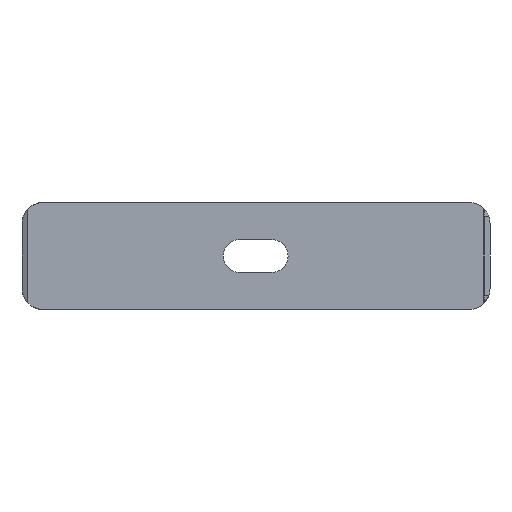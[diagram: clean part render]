
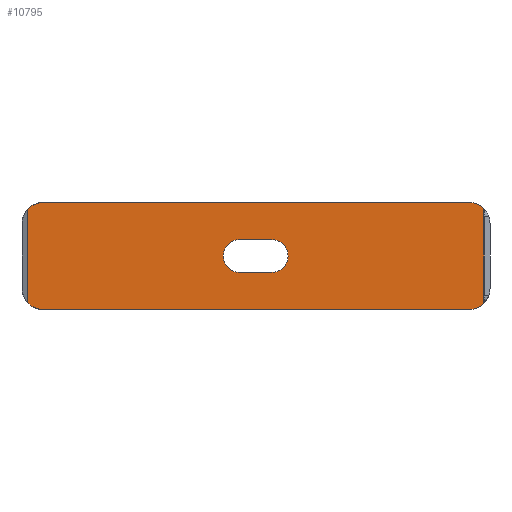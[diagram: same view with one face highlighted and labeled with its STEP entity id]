
A CAD part, front view. The second image highlights one B-rep face of the part: STEP entity #10795.
In plain terms, the highlighted planar face has unit normal (0, -1, 0).
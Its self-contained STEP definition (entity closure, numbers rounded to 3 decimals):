
#903=DIRECTION('',(1.,0.,0.));
#904=VECTOR('',#903,6.);
#905=CARTESIAN_POINT('',(-3.,10.48,6.95));
#906=LINE('',#905,#904);
#907=DIRECTION('',(-1.,0.,0.));
#908=VECTOR('',#907,6.);
#909=CARTESIAN_POINT('',(3.,10.48,13.05));
#910=LINE('',#909,#908);
#911=CARTESIAN_POINT('',(39.754,10.48,16.));
#912=DIRECTION('',(0.,-1.,0.));
#913=DIRECTION('',(0.712,0.,0.702));
#914=AXIS2_PLACEMENT_3D('',#911,#912,#913);
#916=DIRECTION('',(0.,0.,1.));
#917=VECTOR('',#916,17.613);
#918=CARTESIAN_POINT('',(42.604,10.48,1.193));
#919=LINE('',#918,#917);
#920=CARTESIAN_POINT('',(39.754,10.48,4.));
#921=DIRECTION('',(0.,-1.,0.));
#922=DIRECTION('',(0.,0.,-1.));
#923=AXIS2_PLACEMENT_3D('',#920,#921,#922);
#925=CARTESIAN_POINT('',(-39.604,10.48,4.));
#926=DIRECTION('',(0.,-1.,0.));
#927=DIRECTION('',(-0.738,0.,-0.675));
#928=AXIS2_PLACEMENT_3D('',#925,#926,#927);
#930=DIRECTION('',(0.,0.,-1.));
#931=VECTOR('',#930,17.403);
#932=CARTESIAN_POINT('',(-42.554,10.48,18.701));
#933=LINE('',#932,#931);
#934=CARTESIAN_POINT('',(-39.604,10.48,16.));
#935=DIRECTION('',(0.,-1.,0.));
#936=DIRECTION('',(0.,0.,1.));
#937=AXIS2_PLACEMENT_3D('',#934,#935,#936);
#943=CARTESIAN_POINT('',(3.,10.48,10.));
#944=DIRECTION('',(0.,1.,0.));
#945=DIRECTION('',(0.,0.,1.));
#946=AXIS2_PLACEMENT_3D('',#943,#944,#945);
#2934=DIRECTION('',(-1.,0.,0.));
#2935=VECTOR('',#2934,79.358);
#2936=CARTESIAN_POINT('',(39.754,10.48,20.));
#2937=LINE('',#2936,#2935);
#2938=DIRECTION('',(1.,0.,0.));
#2939=VECTOR('',#2938,79.358);
#2940=CARTESIAN_POINT('',(-39.604,10.48,0.));
#2941=LINE('',#2940,#2939);
#6257=CARTESIAN_POINT('',(-3.,10.48,10.));
#6258=DIRECTION('',(0.,1.,0.));
#6259=DIRECTION('',(0.,0.,-1.));
#6260=AXIS2_PLACEMENT_3D('',#6257,#6258,#6259);
#8575=CARTESIAN_POINT('',(-39.604,10.48,0.));
#8577=VERTEX_POINT('',#8575);
#8578=CARTESIAN_POINT('',(39.754,10.48,0.));
#8580=VERTEX_POINT('',#8578);
#8584=CARTESIAN_POINT('',(42.604,10.48,1.193));
#8585=VERTEX_POINT('',#8584);
#8588=CARTESIAN_POINT('',(-39.604,10.48,20.));
#8590=VERTEX_POINT('',#8588);
#8594=CARTESIAN_POINT('',(39.754,10.48,20.));
#8595=VERTEX_POINT('',#8594);
#9636=CARTESIAN_POINT('',(-42.554,10.48,18.701));
#9637=VERTEX_POINT('',#9636);
#9818=CARTESIAN_POINT('',(-42.554,10.48,1.299));
#9819=VERTEX_POINT('',#9818);
#9828=CARTESIAN_POINT('',(42.604,10.48,18.807));
#9829=VERTEX_POINT('',#9828);
#9909=CARTESIAN_POINT('',(-3.,10.48,6.95));
#9910=CARTESIAN_POINT('',(3.,10.48,6.95));
#9911=VERTEX_POINT('',#9909);
#9912=VERTEX_POINT('',#9910);
#9913=CARTESIAN_POINT('',(3.,10.48,13.05));
#9914=CARTESIAN_POINT('',(-3.,10.48,13.05));
#9915=VERTEX_POINT('',#9913);
#9916=VERTEX_POINT('',#9914);
#10765=CARTESIAN_POINT('',(38.754,10.48,20.));
#10766=DIRECTION('',(0.,-1.,0.));
#10767=DIRECTION('',(-1.,0.,0.));
#10768=AXIS2_PLACEMENT_3D('',#10765,#10766,#10767);
#10769=PLANE('',#10768);
#10771=ORIENTED_EDGE('',*,*,#10770,.F.);
#10772=ORIENTED_EDGE('',*,*,#10719,.F.);
#10773=ORIENTED_EDGE('',*,*,#10760,.F.);
#10774=ORIENTED_EDGE('',*,*,#10665,.F.);
#10776=ORIENTED_EDGE('',*,*,#10775,.F.);
#10778=ORIENTED_EDGE('',*,*,#10777,.F.);
#10780=ORIENTED_EDGE('',*,*,#10779,.F.);
#10782=ORIENTED_EDGE('',*,*,#10781,.F.);
#10783=EDGE_LOOP('',(#10771,#10772,#10773,#10774,#10776,#10778,#10780,#10782));
#10784=FACE_OUTER_BOUND('',#10783,.F.);
#10786=ORIENTED_EDGE('',*,*,#10785,.T.);
#10788=ORIENTED_EDGE('',*,*,#10787,.F.);
#10790=ORIENTED_EDGE('',*,*,#10789,.T.);
#10792=ORIENTED_EDGE('',*,*,#10791,.F.);
#10793=EDGE_LOOP('',(#10786,#10788,#10790,#10792));
#10794=FACE_BOUND('',#10793,.F.);
#10795=ADVANCED_FACE('',(#10784,#10794),#10769,.T.);
#915=CIRCLE('',#914,4.);
#924=CIRCLE('',#923,4.);
#929=CIRCLE('',#928,4.);
#938=CIRCLE('',#937,4.);
#947=CIRCLE('',#946,3.05);
#6261=CIRCLE('',#6260,3.05);
#10665=EDGE_CURVE('',#8580,#8585,#924,.T.);
#10719=EDGE_CURVE('',#9829,#8595,#915,.T.);
#10760=EDGE_CURVE('',#8585,#9829,#919,.T.);
#10770=EDGE_CURVE('',#8595,#8590,#2937,.T.);
#10775=EDGE_CURVE('',#8577,#8580,#2941,.T.);
#10777=EDGE_CURVE('',#9819,#8577,#929,.T.);
#10779=EDGE_CURVE('',#9637,#9819,#933,.T.);
#10781=EDGE_CURVE('',#8590,#9637,#938,.T.);
#10785=EDGE_CURVE('',#9911,#9912,#906,.T.);
#10787=EDGE_CURVE('',#9915,#9912,#947,.T.);
#10789=EDGE_CURVE('',#9915,#9916,#910,.T.);
#10791=EDGE_CURVE('',#9911,#9916,#6261,.T.);
